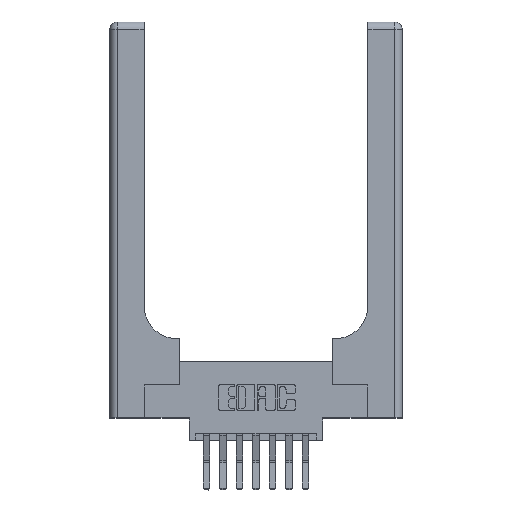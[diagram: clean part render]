
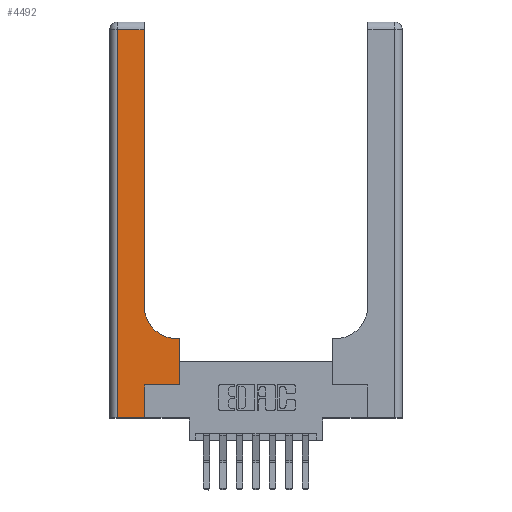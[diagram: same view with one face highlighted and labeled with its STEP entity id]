
A CAD part, top view. The second image highlights one B-rep face of the part: STEP entity #4492.
In plain terms, the highlighted planar face has unit normal (0, 0, 1).
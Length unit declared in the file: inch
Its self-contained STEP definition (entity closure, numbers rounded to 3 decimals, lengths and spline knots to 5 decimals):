
#418 = AXIS2_PLACEMENT_3D ( 'NONE', #5019, #6157, #14118 ) ;
#470 = LINE ( 'NONE', #13545, #12185 ) ;
#690 = DIRECTION ( 'NONE',  ( 0., 0., -1. ) ) ;
#703 = DIRECTION ( 'NONE',  ( 0., 1., 0. ) ) ;
#747 = CARTESIAN_POINT ( 'NONE',  ( 0.265, 0., 0.37 ) ) ;
#1034 = ORIENTED_EDGE ( 'NONE', *, *, #2886, .T. ) ;
#1121 = VECTOR ( 'NONE', #7776, 39.37008 ) ;
#1365 = ORIENTED_EDGE ( 'NONE', *, *, #4036, .T. ) ;
#1454 = VERTEX_POINT ( 'NONE', #6416 ) ;
#1480 = FACE_OUTER_BOUND ( 'NONE', #10900, .T. ) ;
#1786 = EDGE_CURVE ( 'NONE', #5596, #7838, #7396, .T. ) ;
#1816 = CARTESIAN_POINT ( 'NONE',  ( 0.26, 3., 0.37 ) ) ;
#2091 = VECTOR ( 'NONE', #10767, 39.37008 ) ;
#2886 = EDGE_CURVE ( 'NONE', #10013, #9450, #2925, .T. ) ;
#2925 = LINE ( 'NONE', #8754, #8655 ) ;
#3325 = VERTEX_POINT ( 'NONE', #12184 ) ;
#3560 = CARTESIAN_POINT ( 'NONE',  ( 0.51, 0.6, 0.37 ) ) ;
#4036 = EDGE_CURVE ( 'NONE', #1454, #7494, #4128, .T. ) ;
#4067 = CARTESIAN_POINT ( 'NONE',  ( 0.265, 0.25, 0.37 ) ) ;
#4128 = LINE ( 'NONE', #6623, #1121 ) ;
#4492 = ADVANCED_FACE ( 'NONE', ( #1480 ), #11868, .F. ) ;
#4719 = VECTOR ( 'NONE', #703, 39.37008 ) ;
#5019 = CARTESIAN_POINT ( 'NONE',  ( 0., 3., 0.37 ) ) ;
#5125 = ORIENTED_EDGE ( 'NONE', *, *, #14582, .T. ) ;
#5554 = CARTESIAN_POINT ( 'NONE',  ( 0., 2.94, 0.37 ) ) ;
#5596 = VERTEX_POINT ( 'NONE', #9257 ) ;
#6157 = DIRECTION ( 'NONE',  ( 0., 0., -1. ) ) ;
#6319 = AXIS2_PLACEMENT_3D ( 'NONE', #7478, #690, #8666 ) ;
#6416 = CARTESIAN_POINT ( 'NONE',  ( 0.06, 2.94, 0.37 ) ) ;
#6623 = CARTESIAN_POINT ( 'NONE',  ( 0.06, 3., 0.37 ) ) ;
#6721 = DIRECTION ( 'NONE',  ( -1., 0., 0. ) ) ;
#6747 = CARTESIAN_POINT ( 'NONE',  ( 0.528, 0.25, 0.37 ) ) ;
#6808 = LINE ( 'NONE', #1816, #12853 ) ;
#7055 = ORIENTED_EDGE ( 'NONE', *, *, #1786, .T. ) ;
#7235 = CARTESIAN_POINT ( 'NONE',  ( 0.26, 2.94, 0.37 ) ) ;
#7396 = LINE ( 'NONE', #747, #4719 ) ;
#7478 = CARTESIAN_POINT ( 'NONE',  ( 0.51, 0.85, 0.37 ) ) ;
#7494 = VERTEX_POINT ( 'NONE', #10321 ) ;
#7776 = DIRECTION ( 'NONE',  ( 0., -1., 0. ) ) ;
#7838 = VERTEX_POINT ( 'NONE', #4067 ) ;
#8091 = LINE ( 'NONE', #8147, #13400 ) ;
#8095 = EDGE_CURVE ( 'NONE', #7494, #5596, #470, .T. ) ;
#8147 = CARTESIAN_POINT ( 'NONE',  ( 0.265, 0.25, 0.37 ) ) ;
#8245 = EDGE_CURVE ( 'NONE', #7838, #10013, #8091, .T. ) ;
#8400 = VERTEX_POINT ( 'NONE', #7235 ) ;
#8488 = CARTESIAN_POINT ( 'NONE',  ( 0.26, 0.6, 0.37 ) ) ;
#8558 = EDGE_CURVE ( 'NONE', #10163, #3325, #10937, .T. ) ;
#8655 = VECTOR ( 'NONE', #14376, 39.37008 ) ;
#8666 = DIRECTION ( 'NONE',  ( 1., 0., 0. ) ) ;
#8754 = CARTESIAN_POINT ( 'NONE',  ( 0.528, 0.25, 0.37 ) ) ;
#8949 = VECTOR ( 'NONE', #6721, 39.37008 ) ;
#9087 = EDGE_CURVE ( 'NONE', #3325, #8400, #6808, .T. ) ;
#9257 = CARTESIAN_POINT ( 'NONE',  ( 0.265, 0., 0.37 ) ) ;
#9450 = VERTEX_POINT ( 'NONE', #12673 ) ;
#9789 = DIRECTION ( 'NONE',  ( 0., 1., 0. ) ) ;
#9924 = ORIENTED_EDGE ( 'NONE', *, *, #8095, .T. ) ;
#10013 = VERTEX_POINT ( 'NONE', #6747 ) ;
#10163 = VERTEX_POINT ( 'NONE', #3560 ) ;
#10206 = DIRECTION ( 'NONE',  ( 1., 0., 0. ) ) ;
#10321 = CARTESIAN_POINT ( 'NONE',  ( 0.06, 0., 0.37 ) ) ;
#10767 = DIRECTION ( 'NONE',  ( -1., 0., 0. ) ) ;
#10900 = EDGE_LOOP ( 'NONE', ( #11835, #12103, #1365, #9924, #7055, #14201, #1034, #5125, #14099 ) ) ;
#10937 = CIRCLE ( 'NONE', #6319, 0.25 ) ;
#11183 = LINE ( 'NONE', #8488, #2091 ) ;
#11835 = ORIENTED_EDGE ( 'NONE', *, *, #9087, .T. ) ;
#11868 = PLANE ( 'NONE',  #418 ) ;
#11960 = LINE ( 'NONE', #5554, #8949 ) ;
#12103 = ORIENTED_EDGE ( 'NONE', *, *, #12592, .T. ) ;
#12184 = CARTESIAN_POINT ( 'NONE',  ( 0.26, 0.85, 0.37 ) ) ;
#12185 = VECTOR ( 'NONE', #10206, 39.37008 ) ;
#12592 = EDGE_CURVE ( 'NONE', #8400, #1454, #11960, .T. ) ;
#12673 = CARTESIAN_POINT ( 'NONE',  ( 0.528, 0.6, 0.37 ) ) ;
#12853 = VECTOR ( 'NONE', #9789, 39.37008 ) ;
#13400 = VECTOR ( 'NONE', #13784, 39.37008 ) ;
#13545 = CARTESIAN_POINT ( 'NONE',  ( 0., 0., 0.37 ) ) ;
#13784 = DIRECTION ( 'NONE',  ( 1., 0., 0. ) ) ;
#14099 = ORIENTED_EDGE ( 'NONE', *, *, #8558, .T. ) ;
#14118 = DIRECTION ( 'NONE',  ( -1., 0., 0. ) ) ;
#14201 = ORIENTED_EDGE ( 'NONE', *, *, #8245, .T. ) ;
#14376 = DIRECTION ( 'NONE',  ( 0., 1., 0. ) ) ;
#14582 = EDGE_CURVE ( 'NONE', #9450, #10163, #11183, .T. ) ;
